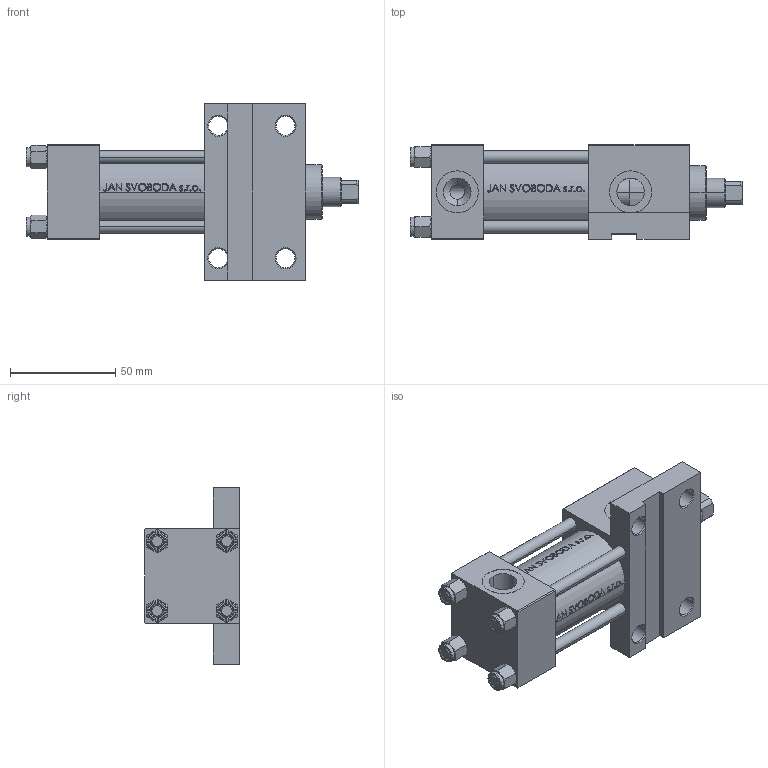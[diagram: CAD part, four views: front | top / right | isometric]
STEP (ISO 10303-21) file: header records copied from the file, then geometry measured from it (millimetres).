
FILE_DESCRIPTION (( 'STEP AP203' ), '1' );
FILE_NAME ('4594.STEP', '2023-08-22T19:54:57', ( '' ), ( '' ), 'SwSTEP 2.0', 'SolidWorks 2019', '' );
FILE_SCHEMA (( 'CONFIG_CONTROL_DESIGN' ));
Length unit declared in the file: millimetre
Products named in the file (6): V215_VC_A 1d01c8ae903656a19a5712dd5ef55cb0; NUT_M5_F 1d01c8ae903656a19a5712dd5ef55cb0; V215CR_VCP_F 1d01c8ae903656a19a5712dd5ef55cb0; V215CR_F_Body 1d01c8ae903656a19a5712dd5ef55cb0; 4594; V215CR_F_TYCINKA 1d01c8ae903656a19a5712dd5ef55cb0
Assembly tree (11 placements, depth 2):
  4594
    V215CR_F_Body 1d01c8ae903656a19a5712dd5ef55cb0
    V215CR_VCP_F 1d01c8ae903656a19a5712dd5ef55cb0
    V215CR_F_TYCINKA 1d01c8ae903656a19a5712dd5ef55cb0  x4
    NUT_M5_F 1d01c8ae903656a19a5712dd5ef55cb0  x4
    V215_VC_A 1d01c8ae903656a19a5712dd5ef55cb0
Bounding box: 158 x 45 x 84 mm (x, y, z)
Volume: 212246.4 mm3; surface area: 72584.7 mm2
Topology: 11 solids, 11 shells, 1102 faces, 2731 edges, 1763 vertices
Faces by surface type: plane 436, bspline 380, cone 152, cylinder 126, torus 8
Entity records: 47637 total; most frequent: CARTESIAN_POINT 25933, ORIENTED_EDGE 4954, DIRECTION 3103, EDGE_CURVE 2477, VERTEX_POINT 1619, LINE 1281, VECTOR 1281, EDGE_LOOP 1114
